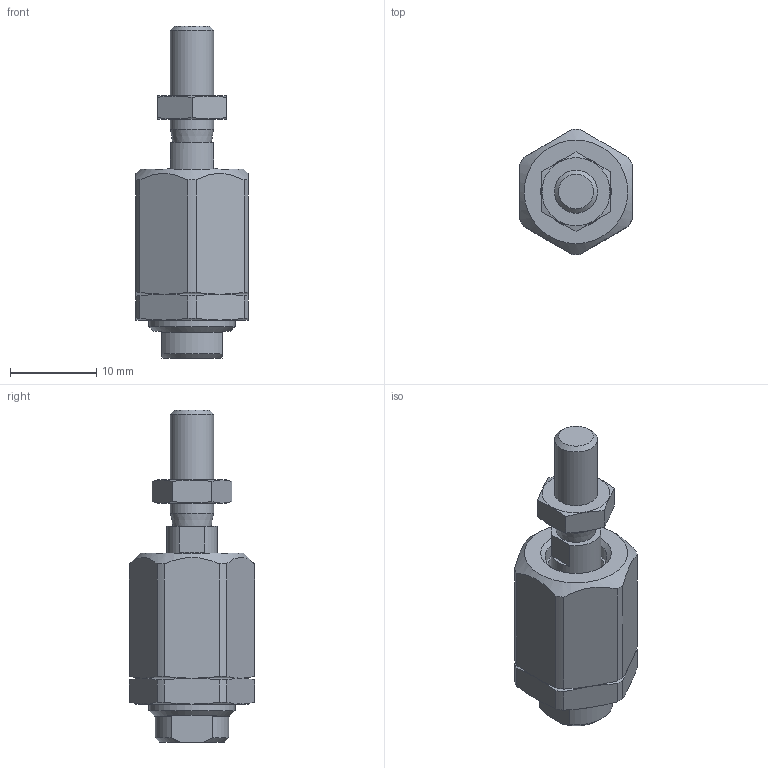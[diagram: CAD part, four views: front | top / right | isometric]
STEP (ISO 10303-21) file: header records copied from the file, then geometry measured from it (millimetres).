
FILE_DESCRIPTION(/* description */ ('STEP AP214'),/* implementation_level */ '2;1');
FILE_NAME(/* name */ '30984_FK-M5',/* time_stamp */ '2024-08-21T06:35:00+02:00',/* author */ ('License CC BY-ND 4.0'),/* organization */ ('CADENAS'),/* preprocessor_version */ 'ST-DEVELOPER v19.3',/* originating_system */ 'PARTsolutions',/* authorisation */ ' ');
FILE_SCHEMA (('AUTOMOTIVE_DESIGN {1 0 10303 214 3 1 1}'));
Length unit declared in the file: millimetre
Products named in the file (7): 30984 FK-M5---(asm_0_0); 30984 FK-M5---(GE); 30984 FK-M5---(0BO); DIN-439-B - M5(F); 30984 FK-M5---(BU); 30984 FK-M5---(MU); 30984 FK-M5---(KG)
Assembly tree (7 placements, depth 2):
  30984 FK-M5---(asm_0_0)
    30984 FK-M5---(GE)
    30984 FK-M5---(0BO)
    DIN-439-B - M5(F)
    30984 FK-M5---(BU)
    30984 FK-M5---(MU)
    30984 FK-M5---(KG)  x2
Bounding box: 13 x 14.5 x 38.5 mm (x, y, z)
Volume: 2925.9 mm3; surface area: 3222.5 mm2
Topology: 7 solids, 7 shells, 112 faces, 248 edges, 153 vertices
Faces by surface type: plane 45, cone 35, cylinder 28, sphere 4
Full cylindrical faces by diameter (mm): 4.134 x2, 5 x1, 5.8 x1, 6.7 x2, 7.2 x1, 8 x1, 8.8 x2, 8.917 x2, 9.8 x1, 10 x1
Entity records: 3078 total; most frequent: CARTESIAN_POINT 677, DIRECTION 470, ORIENTED_EDGE 414, AXIS2_PLACEMENT_3D 210, EDGE_CURVE 207, EDGE_LOOP 150, FACE_BOUND 150, VERTEX_POINT 145
